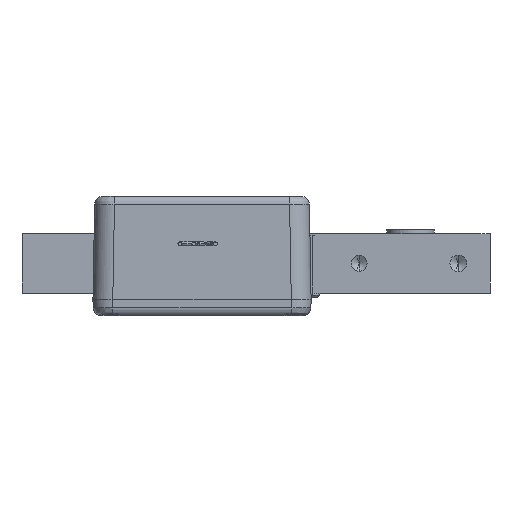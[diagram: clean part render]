
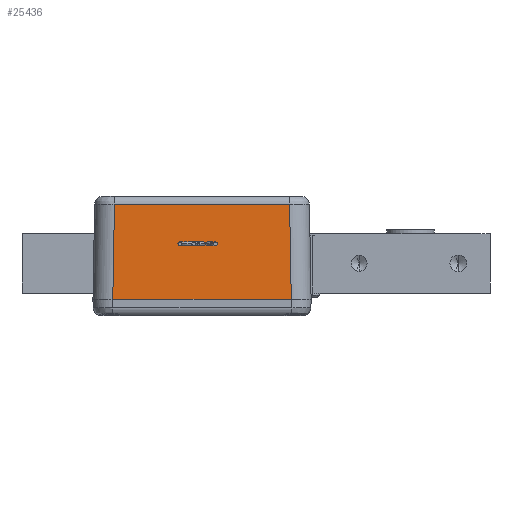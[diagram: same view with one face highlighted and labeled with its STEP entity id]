
A CAD part, front view. The second image highlights one B-rep face of the part: STEP entity #25436.
In plain terms, the highlighted face is planar.
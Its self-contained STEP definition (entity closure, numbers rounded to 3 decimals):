
#3044 = VERTEX_POINT ( 'NONE', #7739 ) ;
#5407 = LINE ( 'NONE', #11447, #44296 ) ;
#6386 = LINE ( 'NONE', #70100, #81979 ) ;
#6581 = EDGE_CURVE ( 'NONE', #39026, #3044, #29227, .T. ) ;
#7669 = DIRECTION ( 'NONE',  ( 0., -1., 0. ) ) ;
#7739 = CARTESIAN_POINT ( 'NONE',  ( -29.58, -22.081, 24.035 ) ) ;
#11447 = CARTESIAN_POINT ( 'NONE',  ( -30.002, -22.502, -0.087 ) ) ;
#13367 = CARTESIAN_POINT ( 'NONE',  ( -29.58, 22.081, 24.035 ) ) ;
#16538 = LINE ( 'NONE', #68951, #24087 ) ;
#20688 = ORIENTED_EDGE ( 'NONE', *, *, #55657, .F. ) ;
#24087 = VECTOR ( 'NONE', #48738, 1000. ) ;
#25184 = CARTESIAN_POINT ( 'NONE',  ( -30., 22.501, 0. ) ) ;
#25436 = ADVANCED_FACE ( 'NONE', ( #67818 ), #66481, .T. ) ;
#29227 = LINE ( 'NONE', #60681, #62736 ) ;
#30251 = VERTEX_POINT ( 'NONE', #25184 ) ;
#31803 = DIRECTION ( 'NONE',  ( 0.017, 0., 1. ) ) ;
#32099 = DIRECTION ( 'NONE',  ( -1., 0., 0.017 ) ) ;
#34823 = ORIENTED_EDGE ( 'NONE', *, *, #6581, .F. ) ;
#39026 = VERTEX_POINT ( 'NONE', #13367 ) ;
#44296 = VECTOR ( 'NONE', #59745, 1000. ) ;
#44486 = CARTESIAN_POINT ( 'NONE',  ( -30., 27.5, 0. ) ) ;
#48738 = DIRECTION ( 'NONE',  ( -0.017, 0.017, -1. ) ) ;
#53807 = DIRECTION ( 'NONE',  ( 0., -1., 0. ) ) ;
#55657 = EDGE_CURVE ( 'NONE', #3044, #70093, #5407, .T. ) ;
#56248 = ORIENTED_EDGE ( 'NONE', *, *, #68178, .T. ) ;
#56288 = EDGE_CURVE ( 'NONE', #30251, #70093, #6386, .T. ) ;
#59745 = DIRECTION ( 'NONE',  ( -0.017, -0.017, -1. ) ) ;
#60681 = CARTESIAN_POINT ( 'NONE',  ( -29.58, -27.5, 24.035 ) ) ;
#61534 = CARTESIAN_POINT ( 'NONE',  ( -30., -22.501, 0. ) ) ;
#62736 = VECTOR ( 'NONE', #53807, 1000. ) ;
#64506 = ORIENTED_EDGE ( 'NONE', *, *, #56288, .T. ) ;
#66481 = PLANE ( 'NONE',  #81972 ) ;
#67818 = FACE_OUTER_BOUND ( 'NONE', #77927, .T. ) ;
#68178 = EDGE_CURVE ( 'NONE', #39026, #30251, #16538, .T. ) ;
#68951 = CARTESIAN_POINT ( 'NONE',  ( -29.58, 22.081, 24.035 ) ) ;
#70093 = VERTEX_POINT ( 'NONE', #61534 ) ;
#70100 = CARTESIAN_POINT ( 'NONE',  ( -30., 27.5, 0. ) ) ;
#77927 = EDGE_LOOP ( 'NONE', ( #56248, #64506, #20688, #34823 ) ) ;
#81972 = AXIS2_PLACEMENT_3D ( 'NONE', #44486, #32099, #31803 ) ;
#81979 = VECTOR ( 'NONE', #7669, 1000. ) ;
